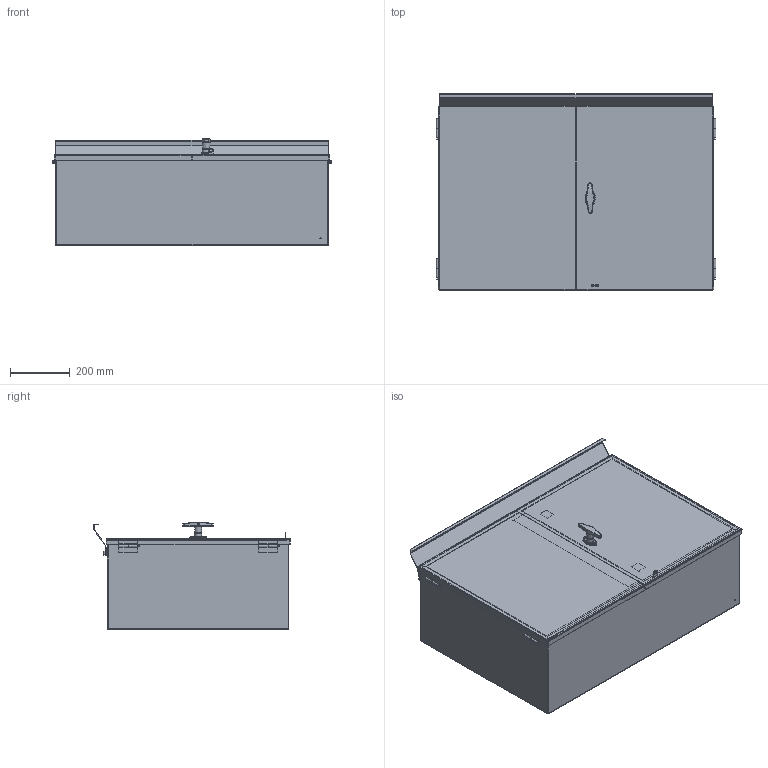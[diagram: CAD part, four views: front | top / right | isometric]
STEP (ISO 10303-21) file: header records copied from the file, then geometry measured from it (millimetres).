
FILE_DESCRIPTION(/* description */ ('CTDD, NEMA 3R, WALL MOUNT, TUB, 24X36X12'),/* implementation_level */ '2;1');
FILE_NAME(/* name */ 'CTDD362412.stp',/* time_stamp */ '2015-02-04T11:38:31-07:00',/* author */ ('samuelbadillo'),/* organization */ (''),/* preprocessor_version */ 'ST-DEVELOPER v15.2',/* originating_system */ 'Autodesk Inventor 2014',/* authorisation */ '');
FILE_SCHEMA (('AUTOMOTIVE_DESIGN { 1 0 10303 214 3 1 1 }'));
Length unit declared in the file: inch
Products named in the file (34): CTDD362412BKP; 38822; HC2527; HFW328178; CTDD3624RDR; CTDD3624LDR; CTDD24RABBIT; 3504; 34929; 30221; HFW30029; 3125; HFW328177TP; HFW328177AX1; HFW328177; HC2526TP; HC2526TL; HC2526; CTDD3624RDRGSK; CTDD3624LDRGSK; CTDD36DKGSK; CTDD36DK; 37237; 3907; 3905; 34932; 31815; 3245HANDLE; 3245BASE; 3245RETAINER; 3245SHAFT; 3245PIN; 3245; CTDD362412
Bounding box: 939.79 x 660.27 x 361.05 mm (x, y, z)
Volume: 4715036.9 mm3; surface area: 4916348.7 mm2
Topology: 57 solids, 57 shells, 1020 faces, 2318 edges, 1436 vertices
Faces by surface type: plane 552, cylinder 236, cone 132, bspline 75, torus 21, sphere 4
Full cylindrical faces by diameter (mm): 2.381 x4, 3.175 x1, 3.556 x1, 4.064 x2, 4.674 x4, 4.978 x6, 5.969 x4, 6.35 x8, 6.604 x4, 6.985 x4, 7.137 x2, 7.144 x14, 7.366 x4, 9.128 x2, 9.525 x11, 11.049 x2, 11.125 x6, 11.735 x6, 15.24 x4, 15.875 x5, 16.272 x1, 16.51 x4, 22.225 x1, 23.812 x1, 24.765 x1
Entity records: 21743 total; most frequent: CARTESIAN_POINT 6198, DIRECTION 3074, ORIENTED_EDGE 2900, EDGE_CURVE 1450, AXIS2_PLACEMENT_3D 1135, VERTEX_POINT 948, EDGE_LOOP 818, LINE 804
